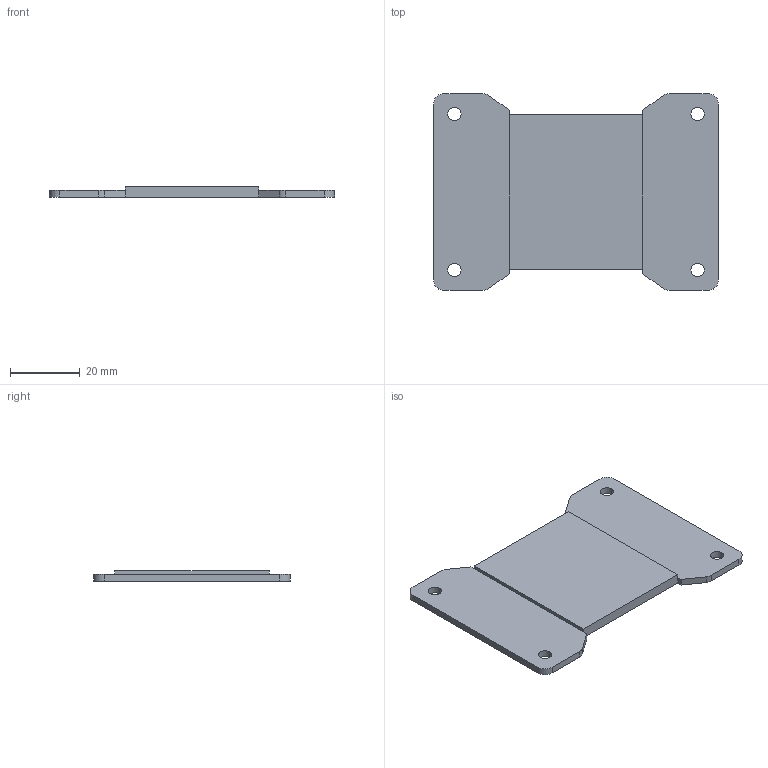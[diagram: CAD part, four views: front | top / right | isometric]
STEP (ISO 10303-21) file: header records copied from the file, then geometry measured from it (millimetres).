
FILE_DESCRIPTION(('Creo Elements/Direct Modeling STEP Export'),'2;1');
FILE_NAME('0ln7uvk59lm0r4e5472','2021-03-11T12:03:25',(''),(''),'Creo Elements/Direct Modeling STEP processor for AP214 (Solid Model)','Creo Elements/Direct Modeling 20.1B 02-Apr-2019 (C) Parametric Technology GmbH','');
FILE_SCHEMA(('AUTOMOTIVE_DESIGN { 1 0 10303 214 1 1 1 1 }'));
Length unit declared in the file: millimetre
Products named in the file (2): CR_06_GTPC
Assembly tree (1 placements, depth 2):
  CR_06_GTPC
    CR_06_GTPC
Bounding box: 81.7 x 56.4 x 3 mm (x, y, z)
Volume: 9749.1 mm3; surface area: 8881.5 mm2
Topology: 1 solids, 1 shells, 38 faces, 104 edges, 68 vertices
Faces by surface type: plane 22, cylinder 16
Entity records: 1229 total; most frequent: ORIENTED_EDGE 208, CARTESIAN_POINT 204, DIRECTION 200, EDGE_CURVE 104, VECTOR 72, LINE 72, VERTEX_POINT 68, AXIS2_PLACEMENT_3D 64
